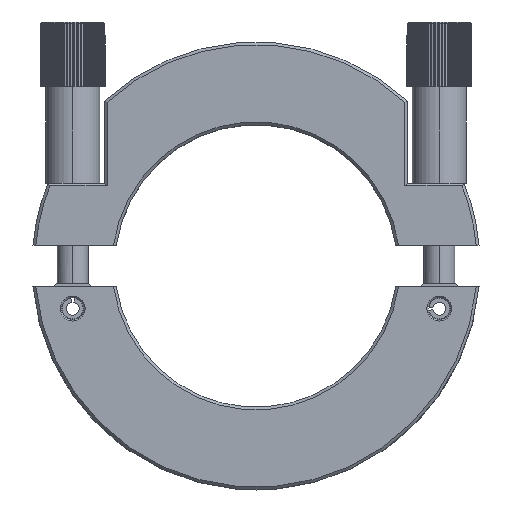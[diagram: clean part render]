
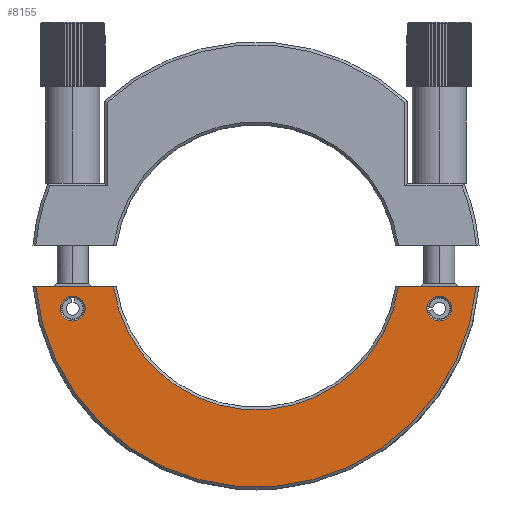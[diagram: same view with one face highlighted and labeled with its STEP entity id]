
A CAD part, top view. The second image highlights one B-rep face of the part: STEP entity #8155.
In plain terms, the highlighted planar face has unit normal (0, 0, 1).
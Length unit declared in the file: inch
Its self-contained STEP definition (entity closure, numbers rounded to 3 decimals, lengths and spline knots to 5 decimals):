
#55 = CIRCLE ( 'NONE', #4198, 0.045 ) ;
#64 = FACE_BOUND ( 'NONE', #1060, .T. ) ;
#141 = DIRECTION ( 'NONE',  ( 0., 0., -1. ) ) ;
#509 = CARTESIAN_POINT ( 'NONE',  ( 0.62, -0.155, 0.215 ) ) ;
#803 = EDGE_CURVE ( 'NONE', #12365, #13426, #22617, .T. ) ;
#969 = EDGE_CURVE ( 'NONE', #19442, #28354, #30057, .T. ) ;
#1060 = EDGE_LOOP ( 'NONE', ( #26368, #8222 ) ) ;
#1116 = CARTESIAN_POINT ( 'NONE',  ( -0.79899, -0.075, 0.215 ) ) ;
#1470 = CARTESIAN_POINT ( 'NONE',  ( 0., 0., 0.215 ) ) ;
#2177 = CARTESIAN_POINT ( 'NONE',  ( -0.62, -0.155, 0.215 ) ) ;
#2432 = AXIS2_PLACEMENT_3D ( 'NONE', #28559, #141, #23961 ) ;
#2666 = FACE_OUTER_BOUND ( 'NONE', #27694, .T. ) ;
#2734 = DIRECTION ( 'NONE',  ( 0., 0., 1. ) ) ;
#3137 = DIRECTION ( 'NONE',  ( 0., 0., -1. ) ) ;
#3996 = DIRECTION ( 'NONE',  ( 0., 0., 1. ) ) ;
#4198 = AXIS2_PLACEMENT_3D ( 'NONE', #30015, #3996, #8700 ) ;
#4665 = DIRECTION ( 'NONE',  ( -1., 0., 0. ) ) ;
#5051 = CARTESIAN_POINT ( 'NONE',  ( 0.71, -0.155, 0.215 ) ) ;
#7868 = ORIENTED_EDGE ( 'NONE', *, *, #27124, .F. ) ;
#8155 = ADVANCED_FACE ( 'NONE', ( #23062, #2666, #64 ), #14896, .F. ) ;
#8222 = ORIENTED_EDGE ( 'NONE', *, *, #11856, .F. ) ;
#8430 = DIRECTION ( 'NONE',  ( 0., 0., 1. ) ) ;
#8700 = DIRECTION ( 'NONE',  ( -1., 0., 0. ) ) ;
#8881 = DIRECTION ( 'NONE',  ( 0., 0., 1. ) ) ;
#9294 = AXIS2_PLACEMENT_3D ( 'NONE', #17152, #2734, #14690 ) ;
#9369 = EDGE_CURVE ( 'NONE', #19307, #13426, #30108, .T. ) ;
#10122 = CARTESIAN_POINT ( 'NONE',  ( -0.8125, 0., 0.215 ) ) ;
#10697 = CARTESIAN_POINT ( 'NONE',  ( -0.665, -0.155, 0.215 ) ) ;
#11494 = VERTEX_POINT ( 'NONE', #5051 ) ;
#11534 = CIRCLE ( 'NONE', #9294, 0.045 ) ;
#11856 = EDGE_CURVE ( 'NONE', #28354, #19442, #15925, .T. ) ;
#11902 = VECTOR ( 'NONE', #30481, 39.37008 ) ;
#12365 = VERTEX_POINT ( 'NONE', #1116 ) ;
#12463 = CARTESIAN_POINT ( 'NONE',  ( -0.71, -0.155, 0.215 ) ) ;
#13132 = AXIS2_PLACEMENT_3D ( 'NONE', #14129, #26004, #4665 ) ;
#13426 = VERTEX_POINT ( 'NONE', #20588 ) ;
#14129 = CARTESIAN_POINT ( 'NONE',  ( -0.665, -0.155, 0.215 ) ) ;
#14690 = DIRECTION ( 'NONE',  ( -1., 0., 0. ) ) ;
#14753 = VECTOR ( 'NONE', #16133, 39.37008 ) ;
#14896 = PLANE ( 'NONE',  #16520 ) ;
#15925 = CIRCLE ( 'NONE', #17838, 0.045 ) ;
#16133 = DIRECTION ( 'NONE',  ( 1., 0., 0. ) ) ;
#16512 = EDGE_CURVE ( 'NONE', #11494, #24489, #11534, .T. ) ;
#16520 = AXIS2_PLACEMENT_3D ( 'NONE', #10122, #3137, #24164 ) ;
#17152 = CARTESIAN_POINT ( 'NONE',  ( 0.665, -0.155, 0.215 ) ) ;
#17838 = AXIS2_PLACEMENT_3D ( 'NONE', #10697, #8430, #26940 ) ;
#18666 = CARTESIAN_POINT ( 'NONE',  ( 0.8125, -0.075, 0.215 ) ) ;
#18725 = AXIS2_PLACEMENT_3D ( 'NONE', #1470, #8881, #27690 ) ;
#18911 = CARTESIAN_POINT ( 'NONE',  ( 0.8125, -0.075, 0.215 ) ) ;
#19196 = EDGE_CURVE ( 'NONE', #19307, #22339, #30310, .T. ) ;
#19307 = VERTEX_POINT ( 'NONE', #23144 ) ;
#19442 = VERTEX_POINT ( 'NONE', #12463 ) ;
#20588 = CARTESIAN_POINT ( 'NONE',  ( -0.51709, -0.075, 0.215 ) ) ;
#20672 = ORIENTED_EDGE ( 'NONE', *, *, #9369, .T. ) ;
#22339 = VERTEX_POINT ( 'NONE', #23021 ) ;
#22617 = LINE ( 'NONE', #18666, #11902 ) ;
#23021 = CARTESIAN_POINT ( 'NONE',  ( 0.79899, -0.075, 0.215 ) ) ;
#23053 = ORIENTED_EDGE ( 'NONE', *, *, #803, .F. ) ;
#23062 = FACE_BOUND ( 'NONE', #23319, .T. ) ;
#23144 = CARTESIAN_POINT ( 'NONE',  ( 0.51709, -0.075, 0.215 ) ) ;
#23319 = EDGE_LOOP ( 'NONE', ( #7868, #30791 ) ) ;
#23334 = ORIENTED_EDGE ( 'NONE', *, *, #28132, .T. ) ;
#23961 = DIRECTION ( 'NONE',  ( 1., 0., 0. ) ) ;
#24164 = DIRECTION ( 'NONE',  ( 1., 0., 0. ) ) ;
#24489 = VERTEX_POINT ( 'NONE', #509 ) ;
#24851 = CIRCLE ( 'NONE', #18725, 0.8025 ) ;
#26004 = DIRECTION ( 'NONE',  ( 0., 0., 1. ) ) ;
#26180 = ORIENTED_EDGE ( 'NONE', *, *, #19196, .F. ) ;
#26368 = ORIENTED_EDGE ( 'NONE', *, *, #969, .F. ) ;
#26940 = DIRECTION ( 'NONE',  ( -1., 0., 0. ) ) ;
#27124 = EDGE_CURVE ( 'NONE', #24489, #11494, #55, .T. ) ;
#27690 = DIRECTION ( 'NONE',  ( 1., 0., 0. ) ) ;
#27694 = EDGE_LOOP ( 'NONE', ( #26180, #20672, #23053, #23334 ) ) ;
#28132 = EDGE_CURVE ( 'NONE', #12365, #22339, #24851, .T. ) ;
#28354 = VERTEX_POINT ( 'NONE', #2177 ) ;
#28559 = CARTESIAN_POINT ( 'NONE',  ( 0., 0., 0.215 ) ) ;
#30015 = CARTESIAN_POINT ( 'NONE',  ( 0.665, -0.155, 0.215 ) ) ;
#30057 = CIRCLE ( 'NONE', #13132, 0.045 ) ;
#30108 = CIRCLE ( 'NONE', #2432, 0.5225 ) ;
#30310 = LINE ( 'NONE', #18911, #14753 ) ;
#30481 = DIRECTION ( 'NONE',  ( 1., 0., 0. ) ) ;
#30791 = ORIENTED_EDGE ( 'NONE', *, *, #16512, .F. ) ;
